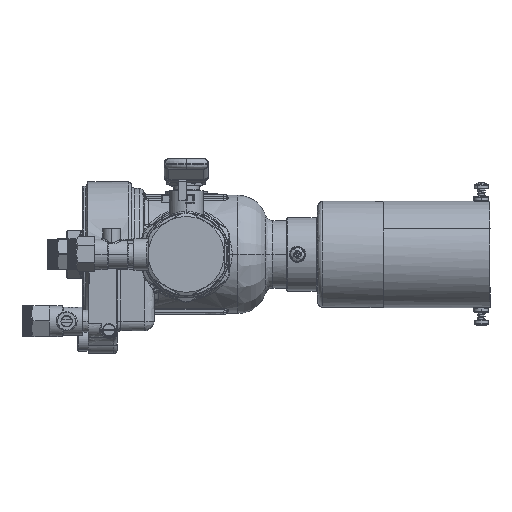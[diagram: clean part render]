
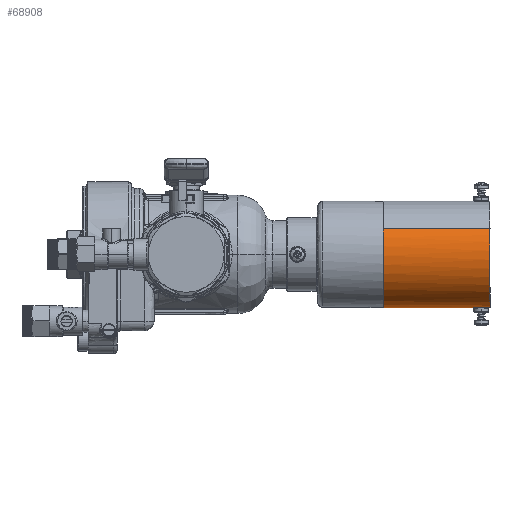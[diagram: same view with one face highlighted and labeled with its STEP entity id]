
A CAD part, left-side view. The second image highlights one B-rep face of the part: STEP entity #68908.
In plain terms, the highlighted cylindrical face has radius 33.1 mm (diameter 66.2 mm), a partial arc.
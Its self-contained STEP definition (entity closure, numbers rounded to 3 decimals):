
#58032=CARTESIAN_POINT('Axis2P3D Location',(0.,-122.214,0.)) ;
#58036=CARTESIAN_POINT('Vertex',(29.048,-122.214,-15.869)) ;
#58038=CARTESIAN_POINT('Vertex',(-29.048,-122.214,15.869)) ;
#68830=CARTESIAN_POINT('Axis2P3D Location',(0.,-155.414,0.)) ;
#68836=CARTESIAN_POINT('Control Point',(29.048,-188.614,-15.869)) ;
#68837=CARTESIAN_POINT('Control Point',(26.555,-188.614,-20.432)) ;
#68838=CARTESIAN_POINT('Control Point',(23.167,-188.614,-24.505)) ;
#68839=CARTESIAN_POINT('Control Point',(19.01,-188.614,-27.854)) ;
#68840=CARTESIAN_POINT('Control Point',(9.606,-188.614,-32.741)) ;
#68841=CARTESIAN_POINT('Control Point',(-0.947,-188.614,-33.709)) ;
#68842=CARTESIAN_POINT('Control Point',(-6.254,-188.614,-33.137)) ;
#68843=CARTESIAN_POINT('Control Point',(-16.358,-188.614,-29.944)) ;
#68844=CARTESIAN_POINT('Control Point',(-24.505,-188.614,-23.167)) ;
#68845=CARTESIAN_POINT('Control Point',(-27.854,-188.614,-19.01)) ;
#68846=CARTESIAN_POINT('Control Point',(-32.741,-188.614,-9.606)) ;
#68847=CARTESIAN_POINT('Control Point',(-33.709,-188.614,0.947)) ;
#68848=CARTESIAN_POINT('Control Point',(-33.137,-188.614,6.254)) ;
#68849=CARTESIAN_POINT('Control Point',(-31.541,-188.614,11.306)) ;
#68850=CARTESIAN_POINT('Control Point',(-29.048,-188.614,15.869)) ;
#68851=CARTESIAN_POINT('Vertex',(29.048,-188.614,-15.869)) ;
#68853=CARTESIAN_POINT('Vertex',(-29.048,-188.614,15.869)) ;
#68856=CARTESIAN_POINT('Line Origine',(-29.048,-155.414,15.869)) ;
#68861=CARTESIAN_POINT('Line Origine',(29.048,-155.414,-15.869)) ;
#68873=CARTESIAN_POINT('Control Point',(4.926,-183.114,-32.731)) ;
#68874=CARTESIAN_POINT('Control Point',(4.926,-183.663,-32.731)) ;
#68875=CARTESIAN_POINT('Control Point',(4.851,-184.212,-32.743)) ;
#68876=CARTESIAN_POINT('Control Point',(4.703,-184.747,-32.765)) ;
#68877=CARTESIAN_POINT('Control Point',(4.051,-186.26,-32.858)) ;
#68878=CARTESIAN_POINT('Control Point',(2.833,-187.426,-32.995)) ;
#68879=CARTESIAN_POINT('Control Point',(1.826,-187.959,-33.078)) ;
#68880=CARTESIAN_POINT('Control Point',(-0.791,-188.484,-33.154)) ;
#68881=CARTESIAN_POINT('Control Point',(-3.28,-187.314,-32.983)) ;
#68882=CARTESIAN_POINT('Control Point',(-4.377,-186.098,-32.814)) ;
#68883=CARTESIAN_POINT('Control Point',(-4.926,-184.606,-32.731)) ;
#68884=CARTESIAN_POINT('Control Point',(-4.926,-183.114,-32.731)) ;
#68885=CARTESIAN_POINT('Vertex',(4.926,-183.114,-32.731)) ;
#68887=CARTESIAN_POINT('Vertex',(-4.926,-183.114,-32.731)) ;
#68891=CARTESIAN_POINT('Control Point',(4.926,-183.114,-32.731)) ;
#68892=CARTESIAN_POINT('Control Point',(4.926,-182.564,-32.731)) ;
#68893=CARTESIAN_POINT('Control Point',(4.851,-182.015,-32.743)) ;
#68894=CARTESIAN_POINT('Control Point',(4.703,-181.48,-32.765)) ;
#68895=CARTESIAN_POINT('Control Point',(4.051,-179.967,-32.858)) ;
#68896=CARTESIAN_POINT('Control Point',(2.833,-178.801,-32.995)) ;
#68897=CARTESIAN_POINT('Control Point',(1.825,-178.269,-33.078)) ;
#68898=CARTESIAN_POINT('Control Point',(-0.791,-177.743,-33.154)) ;
#68899=CARTESIAN_POINT('Control Point',(-3.281,-178.913,-32.983)) ;
#68900=CARTESIAN_POINT('Control Point',(-4.377,-180.129,-32.814)) ;
#68901=CARTESIAN_POINT('Control Point',(-4.926,-181.621,-32.731)) ;
#68902=CARTESIAN_POINT('Control Point',(-4.926,-183.114,-32.731)) ;
#68858=VECTOR('Line Direction',#68857,1.) ;
#68863=VECTOR('Line Direction',#68862,1.) ;
#58033=DIRECTION('Axis2P3D Direction',(0.,1.,0.)) ;
#68831=DIRECTION('Axis2P3D Direction',(0.,1.,0.)) ;
#68832=DIRECTION('Axis2P3D XDirection',(-0.878,0.,0.479)) ;
#68857=DIRECTION('Vector Direction',(0.,1.,0.)) ;
#68862=DIRECTION('Vector Direction',(0.,1.,0.)) ;
#58034=AXIS2_PLACEMENT_3D('Circle Axis2P3D',#58032,#58033,$) ;
#68833=AXIS2_PLACEMENT_3D('Cylinder Axis2P3D',#68830,#68831,#68832) ;
#68859=LINE('Line',#68856,#68858) ;
#68864=LINE('Line',#68861,#68863) ;
#58035=CIRCLE('generated circle',#58034,33.1) ;
#68834=CYLINDRICAL_SURFACE('generated cylinder',#68833,33.1) ;
#68907=FACE_BOUND('',#68904,.T.) ;
#58040=EDGE_CURVE('',#58037,#58039,#58035,.T.) ;
#68855=EDGE_CURVE('',#68852,#68854,#68835,.T.) ;
#68860=EDGE_CURVE('',#58039,#68854,#68859,.F.) ;
#68865=EDGE_CURVE('',#58037,#68852,#68864,.F.) ;
#68889=EDGE_CURVE('',#68886,#68888,#68872,.T.) ;
#68903=EDGE_CURVE('',#68888,#68886,#68890,.F.) ;
#68867=ORIENTED_EDGE('',*,*,#68855,.T.) ;
#68868=ORIENTED_EDGE('',*,*,#68860,.F.) ;
#68869=ORIENTED_EDGE('',*,*,#58040,.F.) ;
#68870=ORIENTED_EDGE('',*,*,#68865,.T.) ;
#68905=ORIENTED_EDGE('',*,*,#68889,.F.) ;
#68906=ORIENTED_EDGE('',*,*,#68903,.F.) ;
#68866=EDGE_LOOP('',(#68867,#68868,#68869,#68870)) ;
#68904=EDGE_LOOP('',(#68905,#68906)) ;
#58037=VERTEX_POINT('',#58036) ;
#58039=VERTEX_POINT('',#58038) ;
#68852=VERTEX_POINT('',#68851) ;
#68854=VERTEX_POINT('',#68853) ;
#68886=VERTEX_POINT('',#68885) ;
#68888=VERTEX_POINT('',#68887) ;
#68908=ADVANCED_FACE('49453.1\\52455_01.1\\PartBody.2',(#68871,#68907),#68834,.T.) ;
#68835=B_SPLINE_CURVE_WITH_KNOTS('',5,(#68836,#68837,#68838,#68839,#68840,#68841,#68842,#68843,#68844,#68845,#68846,#68847,#68848,#68849,#68850),.UNSPECIFIED.,.F.,.U.,(6,3,3,3,6),(-51.993,-25.997,0.,25.997,51.993),.UNSPECIFIED.) ;
#68872=B_SPLINE_CURVE_WITH_KNOTS('',5,(#68873,#68874,#68875,#68876,#68877,#68878,#68879,#68880,#68881,#68882,#68883,#68884),.UNSPECIFIED.,.F.,.U.,(6,3,3,6),(0.,3.886,11.576,22.138),.UNSPECIFIED.) ;
#68890=B_SPLINE_CURVE_WITH_KNOTS('',5,(#68891,#68892,#68893,#68894,#68895,#68896,#68897,#68898,#68899,#68900,#68901,#68902),.UNSPECIFIED.,.F.,.U.,(6,3,3,6),(0.,3.886,11.575,22.137),.UNSPECIFIED.) ;
#68871=FACE_OUTER_BOUND('',#68866,.T.) ;
